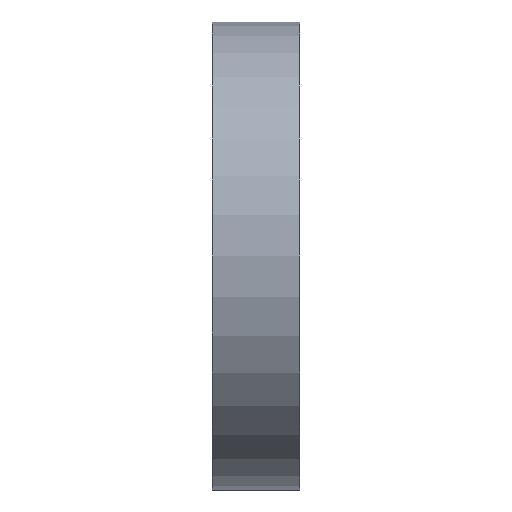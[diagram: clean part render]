
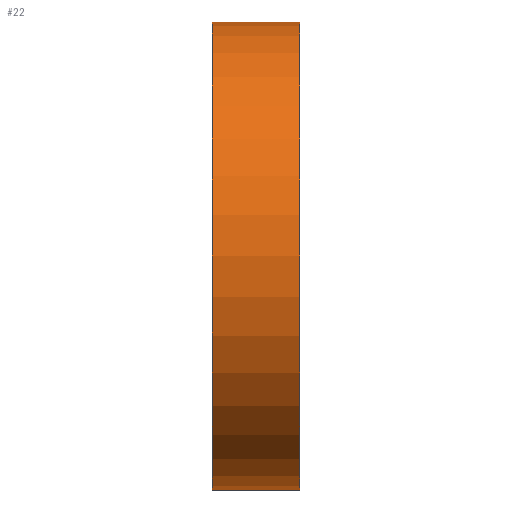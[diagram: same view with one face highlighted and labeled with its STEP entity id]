
A CAD part, left-side view. The second image highlights one B-rep face of the part: STEP entity #22.
In plain terms, the highlighted cylindrical face has radius 25.4 mm (diameter 50.8 mm), a partial arc.
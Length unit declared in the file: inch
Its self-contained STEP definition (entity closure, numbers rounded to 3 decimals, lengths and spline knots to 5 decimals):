
#22 = ADVANCED_FACE ( 'NONE', ( #6536 ), #11144, .T. ) ;
#164 = AXIS2_PLACEMENT_3D ( 'NONE', #4977, #11410, #6821 ) ;
#676 = EDGE_CURVE ( 'NONE', #11097, #2456, #3138, .T. ) ;
#999 = ORIENTED_EDGE ( 'NONE', *, *, #676, .F. ) ;
#1100 = CARTESIAN_POINT ( 'NONE',  ( 0., 0., 1. ) ) ;
#1793 = CARTESIAN_POINT ( 'NONE',  ( 0., 0.375, 0. ) ) ;
#1809 = DIRECTION ( 'NONE',  ( 0., -1., 0. ) ) ;
#2057 = VECTOR ( 'NONE', #9347, 39.37008 ) ;
#2100 = CARTESIAN_POINT ( 'NONE',  ( 0., 0., 0. ) ) ;
#2456 = VERTEX_POINT ( 'NONE', #10800 ) ;
#2729 = DIRECTION ( 'NONE',  ( 0., 0., 1. ) ) ;
#3030 = DIRECTION ( 'NONE',  ( 0., 0., 1. ) ) ;
#3138 = CIRCLE ( 'NONE', #7142, 1. ) ;
#3645 = ORIENTED_EDGE ( 'NONE', *, *, #10495, .T. ) ;
#3650 = VECTOR ( 'NONE', #1809, 39.37008 ) ;
#3808 = CARTESIAN_POINT ( 'NONE',  ( 0., 0.375, -1. ) ) ;
#3915 = CARTESIAN_POINT ( 'NONE',  ( 0., 0., -1. ) ) ;
#4799 = AXIS2_PLACEMENT_3D ( 'NONE', #2100, #8544, #3030 ) ;
#4977 = CARTESIAN_POINT ( 'NONE',  ( 0., 0.375, 0. ) ) ;
#5617 = CARTESIAN_POINT ( 'NONE',  ( 0., 0.375, -1. ) ) ;
#5618 = EDGE_CURVE ( 'NONE', #9932, #6337, #10491, .T. ) ;
#6102 = LINE ( 'NONE', #11901, #3650 ) ;
#6217 = ORIENTED_EDGE ( 'NONE', *, *, #5618, .T. ) ;
#6337 = VERTEX_POINT ( 'NONE', #1100 ) ;
#6479 = EDGE_LOOP ( 'NONE', ( #6217, #7154, #999, #3645 ) ) ;
#6536 = FACE_OUTER_BOUND ( 'NONE', #6479, .T. ) ;
#6821 = DIRECTION ( 'NONE',  ( 0., 0., -1. ) ) ;
#7142 = AXIS2_PLACEMENT_3D ( 'NONE', #1793, #8241, #2729 ) ;
#7154 = ORIENTED_EDGE ( 'NONE', *, *, #7292, .F. ) ;
#7292 = EDGE_CURVE ( 'NONE', #2456, #6337, #6102, .T. ) ;
#8241 = DIRECTION ( 'NONE',  ( 0., 1., 0. ) ) ;
#8544 = DIRECTION ( 'NONE',  ( 0., 1., 0. ) ) ;
#9347 = DIRECTION ( 'NONE',  ( 0., -1., 0. ) ) ;
#9413 = LINE ( 'NONE', #5617, #2057 ) ;
#9932 = VERTEX_POINT ( 'NONE', #3915 ) ;
#10491 = CIRCLE ( 'NONE', #4799, 1. ) ;
#10495 = EDGE_CURVE ( 'NONE', #11097, #9932, #9413, .T. ) ;
#10800 = CARTESIAN_POINT ( 'NONE',  ( 0., 0.375, 1. ) ) ;
#11097 = VERTEX_POINT ( 'NONE', #3808 ) ;
#11144 = CYLINDRICAL_SURFACE ( 'NONE', #164, 1. ) ;
#11410 = DIRECTION ( 'NONE',  ( 0., -1., 0. ) ) ;
#11901 = CARTESIAN_POINT ( 'NONE',  ( 0., 0.375, 1. ) ) ;
